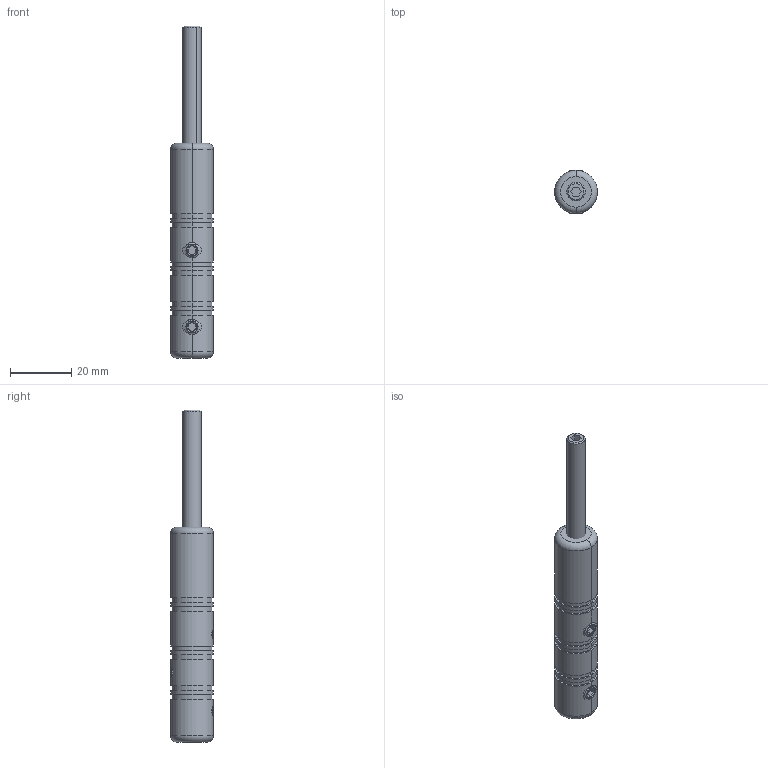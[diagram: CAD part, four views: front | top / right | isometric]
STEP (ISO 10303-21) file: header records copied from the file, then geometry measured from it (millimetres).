
FILE_DESCRIPTION (( 'STEP AP203' ), '1' );
FILE_NAME ('100014006.STEP', '2018-03-12T13:19:03', ( '' ), ( '' ), 'SwSTEP 2.0', 'SolidWorks 2015', '' );
FILE_SCHEMA (( 'CONFIG_CONTROL_DESIGN' ));
Length unit declared in the file: millimetre
Products named in the file (4): 100014006; DIN913_DIN913 M6x60; DIN914_DIN 914 M6x6; 10001X00X Teil 1_100014006 Teil1
Assembly tree (5 placements, depth 2):
  100014006
    10001X00X Teil 1_100014006 Teil1
    DIN914_DIN 914 M6x6  x3
    DIN913_DIN913 M6x60
Bounding box: 14 x 14 x 108.25 mm (x, y, z)
Volume: 10532.8 mm3; surface area: 6394.2 mm2
Topology: 5 solids, 5 shells, 430 faces, 1022 edges, 633 vertices
Faces by surface type: plane 160, bspline 102, cylinder 98, torus 34, cone 18, sphere 18
Entity records: 16844 total; most frequent: CARTESIAN_POINT 9185, ORIENTED_EDGE 1616, DIRECTION 1202, EDGE_CURVE 808, VERTEX_POINT 519, LINE 458, VECTOR 458, EDGE_LOOP 375
